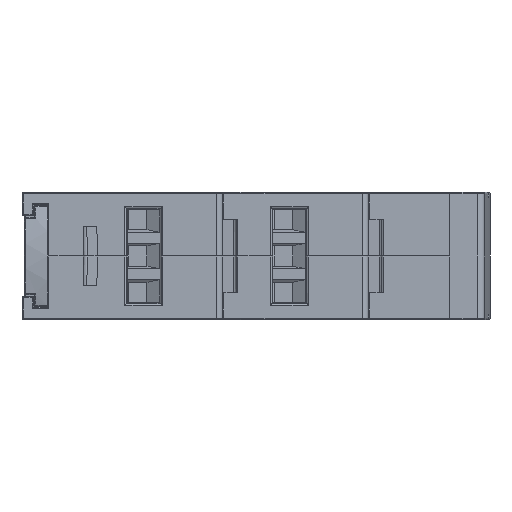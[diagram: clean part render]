
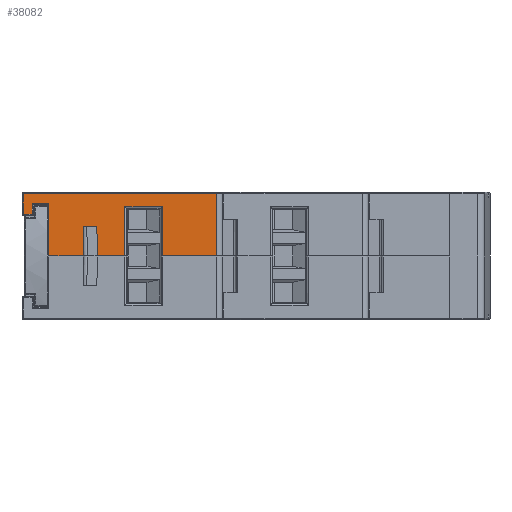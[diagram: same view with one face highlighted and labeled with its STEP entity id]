
A CAD part, front view. The second image highlights one B-rep face of the part: STEP entity #38082.
In plain terms, the highlighted planar face has unit normal (0, -1, 0).
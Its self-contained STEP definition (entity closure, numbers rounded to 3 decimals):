
#235 = CARTESIAN_POINT ( 'NONE',  ( 0.2, -45., 0. ) ) ;
#1173 = DIRECTION ( 'NONE',  ( 0., 0., -1. ) ) ;
#2130 = VERTEX_POINT ( 'NONE', #18792 ) ;
#2366 = VECTOR ( 'NONE', #5538, 1000. ) ;
#2776 = EDGE_CURVE ( 'NONE', #38322, #9627, #30871, .T. ) ;
#3103 = CARTESIAN_POINT ( 'NONE',  ( 6.782, -45., 4. ) ) ;
#3646 = CARTESIAN_POINT ( 'NONE',  ( -3.3, -45., 8.75 ) ) ;
#4158 = VERTEX_POINT ( 'NONE', #235 ) ;
#5022 = LINE ( 'NONE', #23597, #36409 ) ;
#5071 = VECTOR ( 'NONE', #7991, 1000. ) ;
#5170 = CARTESIAN_POINT ( 'NONE',  ( -2.1, -45., 5.7 ) ) ;
#5229 = AXIS2_PLACEMENT_3D ( 'NONE', #27038, #29897, #20339 ) ;
#5408 = PLANE ( 'NONE',  #5229 ) ;
#5538 = DIRECTION ( 'NONE',  ( 1., 0., 0. ) ) ;
#5592 = ORIENTED_EDGE ( 'NONE', *, *, #9365, .F. ) ;
#5621 = DIRECTION ( 'NONE',  ( 1., 0., 0. ) ) ;
#5702 = ORIENTED_EDGE ( 'NONE', *, *, #6537, .T. ) ;
#5724 = VECTOR ( 'NONE', #22100, 1000. ) ;
#6298 = LINE ( 'NONE', #3646, #19012 ) ;
#6537 = EDGE_CURVE ( 'NONE', #9627, #25940, #39843, .T. ) ;
#7235 = EDGE_CURVE ( 'NONE', #25940, #4158, #8682, .T. ) ;
#7808 = DIRECTION ( 'NONE',  ( -1., 0., 0. ) ) ;
#7868 = FACE_OUTER_BOUND ( 'NONE', #17070, .T. ) ;
#7991 = DIRECTION ( 'NONE',  ( -0.009, 0., -1. ) ) ;
#8565 = LINE ( 'NONE', #21036, #10184 ) ;
#8682 = LINE ( 'NONE', #32986, #22689 ) ;
#8730 = VECTOR ( 'NONE', #11726, 1000. ) ;
#9231 = EDGE_CURVE ( 'NONE', #31159, #38322, #30532, .T. ) ;
#9365 = EDGE_CURVE ( 'NONE', #13234, #25557, #28677, .T. ) ;
#9397 = CARTESIAN_POINT ( 'NONE',  ( -3.3, -45., 5.7 ) ) ;
#9499 = DIRECTION ( 'NONE',  ( 1., 0., 0. ) ) ;
#9531 = ORIENTED_EDGE ( 'NONE', *, *, #7235, .T. ) ;
#9627 = VERTEX_POINT ( 'NONE', #13877 ) ;
#9806 = VECTOR ( 'NONE', #35437, 1000. ) ;
#10138 = ORIENTED_EDGE ( 'NONE', *, *, #14653, .T. ) ;
#10184 = VECTOR ( 'NONE', #24292, 1000. ) ;
#10337 = CARTESIAN_POINT ( 'NONE',  ( 10.617, -45., 0. ) ) ;
#10556 = DIRECTION ( 'NONE',  ( 1., 0., 0. ) ) ;
#10780 = CARTESIAN_POINT ( 'NONE',  ( 4.883, -45., 0. ) ) ;
#10783 = VERTEX_POINT ( 'NONE', #27179 ) ;
#11512 = CARTESIAN_POINT ( 'NONE',  ( 0.2, -45., 7.2 ) ) ;
#11726 = DIRECTION ( 'NONE',  ( 1., 0., 0. ) ) ;
#11919 = LINE ( 'NONE', #34564, #31864 ) ;
#12604 = EDGE_CURVE ( 'NONE', #13050, #24680, #26578, .T. ) ;
#12689 = LINE ( 'NONE', #19445, #35716 ) ;
#12971 = VECTOR ( 'NONE', #28022, 1000. ) ;
#13050 = VERTEX_POINT ( 'NONE', #14685 ) ;
#13234 = VERTEX_POINT ( 'NONE', #19793 ) ;
#13877 = CARTESIAN_POINT ( 'NONE',  ( -2.1, -45., 7.2 ) ) ;
#14653 = EDGE_CURVE ( 'NONE', #16834, #16518, #15013, .T. ) ;
#14685 = CARTESIAN_POINT ( 'NONE',  ( 23.2, -45., 8.55 ) ) ;
#15013 = LINE ( 'NONE', #25002, #8730 ) ;
#15028 = DIRECTION ( 'NONE',  ( 0., 0., -1. ) ) ;
#16191 = CARTESIAN_POINT ( 'NONE',  ( 23.2, -45., 0. ) ) ;
#16350 = CARTESIAN_POINT ( 'NONE',  ( -3.3, -45., 8.55 ) ) ;
#16518 = VERTEX_POINT ( 'NONE', #10337 ) ;
#16834 = VERTEX_POINT ( 'NONE', #35382 ) ;
#16859 = CARTESIAN_POINT ( 'NONE',  ( 23.2, -45., 8.75 ) ) ;
#16912 = CARTESIAN_POINT ( 'NONE',  ( 15.783, -45., 8.75 ) ) ;
#17070 = EDGE_LOOP ( 'NONE', ( #35285, #29690, #35893, #30992, #17710, #31322, #5702, #9531, #27133, #5592, #37836, #30817, #10138, #28947, #35029, #22286 ) ) ;
#17475 = DIRECTION ( 'NONE',  ( 0., 0., 1. ) ) ;
#17489 = EDGE_CURVE ( 'NONE', #25491, #30840, #38158, .T. ) ;
#17710 = ORIENTED_EDGE ( 'NONE', *, *, #9231, .T. ) ;
#18792 = CARTESIAN_POINT ( 'NONE',  ( 15.783, -45., 6.733 ) ) ;
#19012 = VECTOR ( 'NONE', #31192, 1000. ) ;
#19445 = CARTESIAN_POINT ( 'NONE',  ( 24., -45., 4. ) ) ;
#19793 = CARTESIAN_POINT ( 'NONE',  ( 4.918, -45., 4. ) ) ;
#20339 = DIRECTION ( 'NONE',  ( -1., 0., 0. ) ) ;
#20521 = VERTEX_POINT ( 'NONE', #3103 ) ;
#21036 = CARTESIAN_POINT ( 'NONE',  ( 24., -45., 0. ) ) ;
#21056 = CARTESIAN_POINT ( 'NONE',  ( 24., -45., 7.2 ) ) ;
#21804 = VECTOR ( 'NONE', #10556, 1000. ) ;
#22100 = DIRECTION ( 'NONE',  ( -0.009, 0., 1. ) ) ;
#22286 = ORIENTED_EDGE ( 'NONE', *, *, #39291, .T. ) ;
#22689 = VECTOR ( 'NONE', #15028, 1000. ) ;
#23228 = LINE ( 'NONE', #16912, #36515 ) ;
#23597 = CARTESIAN_POINT ( 'NONE',  ( 10.617, -45., 8.75 ) ) ;
#23652 = EDGE_CURVE ( 'NONE', #16518, #10783, #5022, .T. ) ;
#24292 = DIRECTION ( 'NONE',  ( 1., 0., 0. ) ) ;
#24680 = VERTEX_POINT ( 'NONE', #16350 ) ;
#25002 = CARTESIAN_POINT ( 'NONE',  ( 24., -45., 0. ) ) ;
#25147 = LINE ( 'NONE', #34557, #5724 ) ;
#25491 = VERTEX_POINT ( 'NONE', #34912 ) ;
#25499 = VECTOR ( 'NONE', #7808, 1000. ) ;
#25557 = VERTEX_POINT ( 'NONE', #10780 ) ;
#25940 = VERTEX_POINT ( 'NONE', #11512 ) ;
#26578 = LINE ( 'NONE', #30040, #25499 ) ;
#26631 = LINE ( 'NONE', #16859, #9806 ) ;
#27038 = CARTESIAN_POINT ( 'NONE',  ( 24., -45., 8.75 ) ) ;
#27133 = ORIENTED_EDGE ( 'NONE', *, *, #34051, .T. ) ;
#27179 = CARTESIAN_POINT ( 'NONE',  ( 10.617, -45., 6.733 ) ) ;
#27605 = CARTESIAN_POINT ( 'NONE',  ( -2.1, -45., 8.75 ) ) ;
#28022 = DIRECTION ( 'NONE',  ( 0., 0., 1. ) ) ;
#28046 = EDGE_CURVE ( 'NONE', #24680, #31159, #6298, .T. ) ;
#28677 = LINE ( 'NONE', #31542, #5071 ) ;
#28947 = ORIENTED_EDGE ( 'NONE', *, *, #23652, .T. ) ;
#29690 = ORIENTED_EDGE ( 'NONE', *, *, #39660, .T. ) ;
#29897 = DIRECTION ( 'NONE',  ( 0., 1., 0. ) ) ;
#30040 = CARTESIAN_POINT ( 'NONE',  ( 24., -45., 8.55 ) ) ;
#30532 = LINE ( 'NONE', #37294, #33083 ) ;
#30817 = ORIENTED_EDGE ( 'NONE', *, *, #35865, .F. ) ;
#30840 = VERTEX_POINT ( 'NONE', #16191 ) ;
#30871 = LINE ( 'NONE', #27605, #12971 ) ;
#30992 = ORIENTED_EDGE ( 'NONE', *, *, #28046, .T. ) ;
#31159 = VERTEX_POINT ( 'NONE', #9397 ) ;
#31192 = DIRECTION ( 'NONE',  ( 0., 0., -1. ) ) ;
#31322 = ORIENTED_EDGE ( 'NONE', *, *, #2776, .T. ) ;
#31542 = CARTESIAN_POINT ( 'NONE',  ( 4.961, -45., 8.916 ) ) ;
#31864 = VECTOR ( 'NONE', #5621, 1000. ) ;
#32087 = DIRECTION ( 'NONE',  ( -1., 0., 0. ) ) ;
#32986 = CARTESIAN_POINT ( 'NONE',  ( 0.2, -45., 8.75 ) ) ;
#33083 = VECTOR ( 'NONE', #9499, 1000. ) ;
#34051 = EDGE_CURVE ( 'NONE', #4158, #25557, #8565, .T. ) ;
#34557 = CARTESIAN_POINT ( 'NONE',  ( 6.742, -45., 8.599 ) ) ;
#34564 = CARTESIAN_POINT ( 'NONE',  ( 24., -45., 6.733 ) ) ;
#34912 = CARTESIAN_POINT ( 'NONE',  ( 15.783, -45., 0. ) ) ;
#35029 = ORIENTED_EDGE ( 'NONE', *, *, #36609, .T. ) ;
#35082 = CARTESIAN_POINT ( 'NONE',  ( 24., -45., 0. ) ) ;
#35285 = ORIENTED_EDGE ( 'NONE', *, *, #17489, .T. ) ;
#35382 = CARTESIAN_POINT ( 'NONE',  ( 6.817, -45., 0. ) ) ;
#35437 = DIRECTION ( 'NONE',  ( 0., 0., 1. ) ) ;
#35716 = VECTOR ( 'NONE', #32087, 1000. ) ;
#35820 = EDGE_CURVE ( 'NONE', #20521, #13234, #12689, .T. ) ;
#35865 = EDGE_CURVE ( 'NONE', #16834, #20521, #25147, .T. ) ;
#35893 = ORIENTED_EDGE ( 'NONE', *, *, #12604, .T. ) ;
#36409 = VECTOR ( 'NONE', #17475, 1000. ) ;
#36515 = VECTOR ( 'NONE', #1173, 1000. ) ;
#36609 = EDGE_CURVE ( 'NONE', #10783, #2130, #11919, .T. ) ;
#37294 = CARTESIAN_POINT ( 'NONE',  ( 24., -45., 5.7 ) ) ;
#37836 = ORIENTED_EDGE ( 'NONE', *, *, #35820, .F. ) ;
#38082 = ADVANCED_FACE ( 'NONE', ( #7868 ), #5408, .F. ) ;
#38158 = LINE ( 'NONE', #35082, #21804 ) ;
#38322 = VERTEX_POINT ( 'NONE', #5170 ) ;
#39291 = EDGE_CURVE ( 'NONE', #2130, #25491, #23228, .T. ) ;
#39660 = EDGE_CURVE ( 'NONE', #30840, #13050, #26631, .T. ) ;
#39843 = LINE ( 'NONE', #21056, #2366 ) ;
